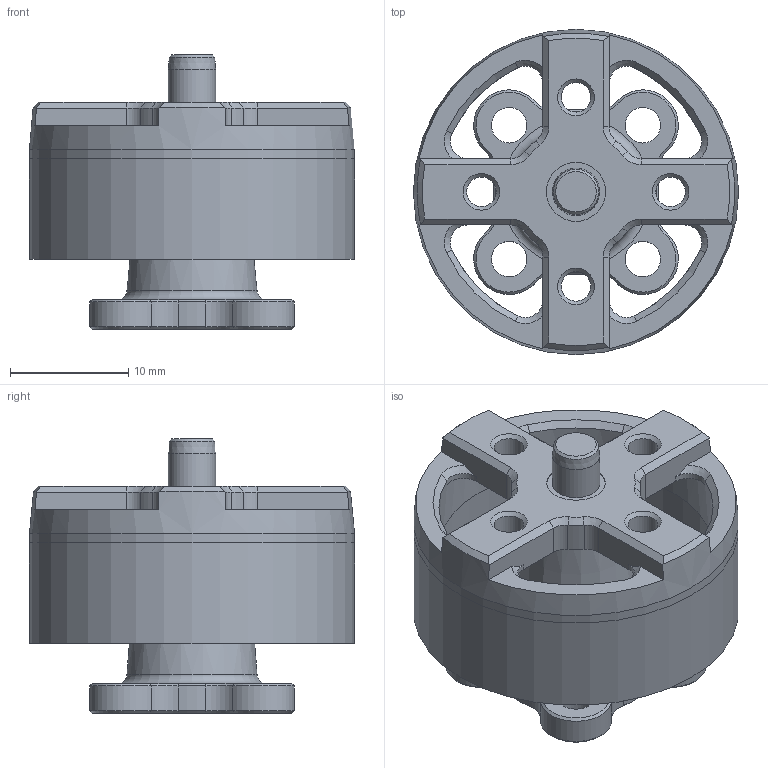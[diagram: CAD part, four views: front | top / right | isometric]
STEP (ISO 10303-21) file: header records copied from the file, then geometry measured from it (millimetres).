
FILE_DESCRIPTION(/* description */ (''),/* implementation_level */ '2;1');
FILE_NAME(/* name */ 'Plus_Motor_v12.step',/* time_stamp */ '2023-04-25T16:37:18-07:00',/* author */ (''),/* organization */ (''),/* preprocessor_version */ 'ST-DEVELOPER v19.2',/* originating_system */ 'Autodesk Translation Framework v12.4.0.73',/* authorisation */ '');
FILE_SCHEMA (('AUTOMOTIVE_DESIGN { 1 0 10303 214 3 1 1 }'));
Length unit declared in the file: millimetre
Products named in the file (4): Plus_Motor_Assembly_V2_v3; Motor Body; Motor Top; Bottom Mount
Assembly tree (3 placements, depth 2):
  Plus_Motor_Assembly_V2_v3
    Motor Body
    Motor Top
    Bottom Mount
Bounding box: 27.5 x 27.5 x 23.2 mm (x, y, z)
Volume: 3536.6 mm3; surface area: 4533.3 mm2
Topology: 3 solids, 3 shells, 157 faces, 392 edges, 239 vertices
Faces by surface type: cone 73, cylinder 51, plane 32, torus 1
Full cylindrical faces by diameter (mm): 2.5 x4, 3 x4, 4 x1, 5 x1, 23.2 x1, 25.6 x2, 27.5 x2
Entity records: 4874 total; most frequent: DIRECTION 900, CARTESIAN_POINT 843, ORIENTED_EDGE 784, EDGE_CURVE 392, AXIS2_PLACEMENT_3D 368, VERTEX_POINT 239, CIRCLE 196, EDGE_LOOP 181
